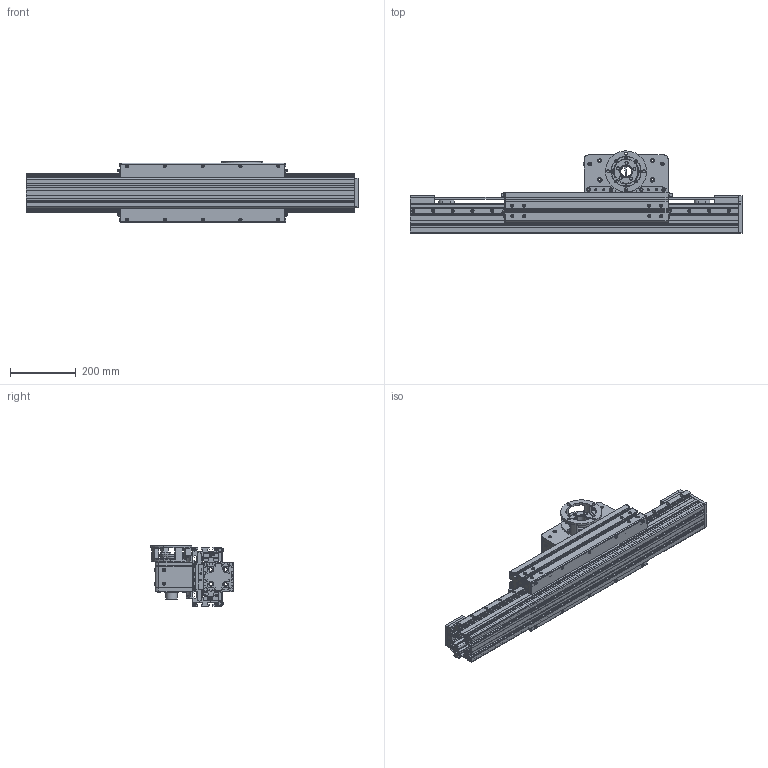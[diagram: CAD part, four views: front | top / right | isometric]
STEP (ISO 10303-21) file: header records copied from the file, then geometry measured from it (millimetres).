
FILE_DESCRIPTION (( 'STEP AP203' ), '1' );
FILE_NAME ('817.HHL.XXXX.STEP', '2016-12-12T15:06:12', ( 'Utente' ), ( '' ), 'SwSTEP 2.0', 'SolidWorks 2016', '' );
FILE_SCHEMA (( 'CONFIG_CONTROL_DESIGN' ));
Length unit declared in the file: millimetre
Products named in the file (1): 817.HHL.XXXX
Bounding box: 1010 x 249.94 x 185 mm (x, y, z)
Surface area: 2172460.8 mm2 (no closed solid volume)
Topology: 0 solids, 174 shells, 2360 faces, 8838 edges, 6427 vertices
Faces by surface type: plane 1216, cylinder 869, torus 172, cone 69, bspline 32, sphere 2
Entity records: 96771 total; most frequent: CARTESIAN_POINT 20671, DIRECTION 16678, ORIENTED_EDGE 13738, EDGE_CURVE 8824, VERTEX_POINT 6427, AXIS2_PLACEMENT_3D 5711, VECTOR 5256, LINE 5256
